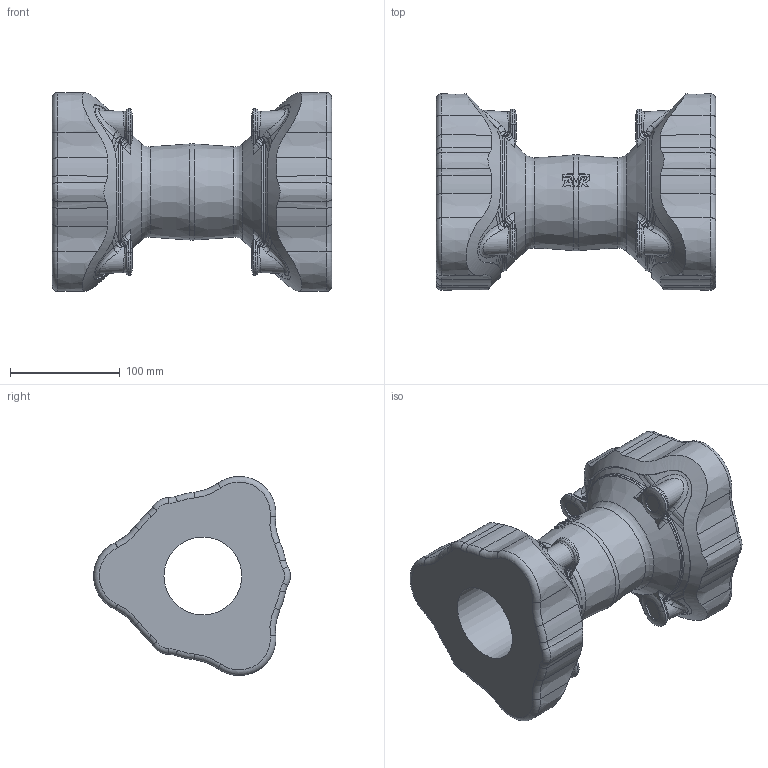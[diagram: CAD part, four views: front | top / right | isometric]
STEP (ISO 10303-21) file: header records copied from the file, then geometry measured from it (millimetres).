
FILE_DESCRIPTION (( 'STEP AP203' ), '1' );
FILE_NAME ('O_631_00_DN50_AA0_step.step', '2016-05-17T08:28:59', ( 'Windows User' ), ( 'AVK' ), 'SwSTEP 2.0', 'SolidWorks 2012', '' );
FILE_SCHEMA (( 'CONFIG_CONTROL_DESIGN' ));
Length unit declared in the file: millimetre
Products named in the file (1): O_631_00_DN50_AA0_step
Bounding box: 255 x 179.44 x 181.55 mm (x, y, z)
Volume: 2453219.9 mm3; surface area: 219496.9 mm2
Topology: 1 solids, 1 shells, 575 faces, 1462 edges, 868 vertices
Faces by surface type: bspline 300, cone 79, plane 79, torus 78, cylinder 39
Full cylindrical faces by diameter (mm): 71 x1
Entity records: 32187 total; most frequent: CARTESIAN_POINT 21550, ORIENTED_EDGE 2838, EDGE_CURVE 1419, DIRECTION 1381, VERTEX_POINT 860, B_SPLINE_CURVE_WITH_KNOTS 708, AXIS2_PLACEMENT_3D 600, EDGE_LOOP 587
